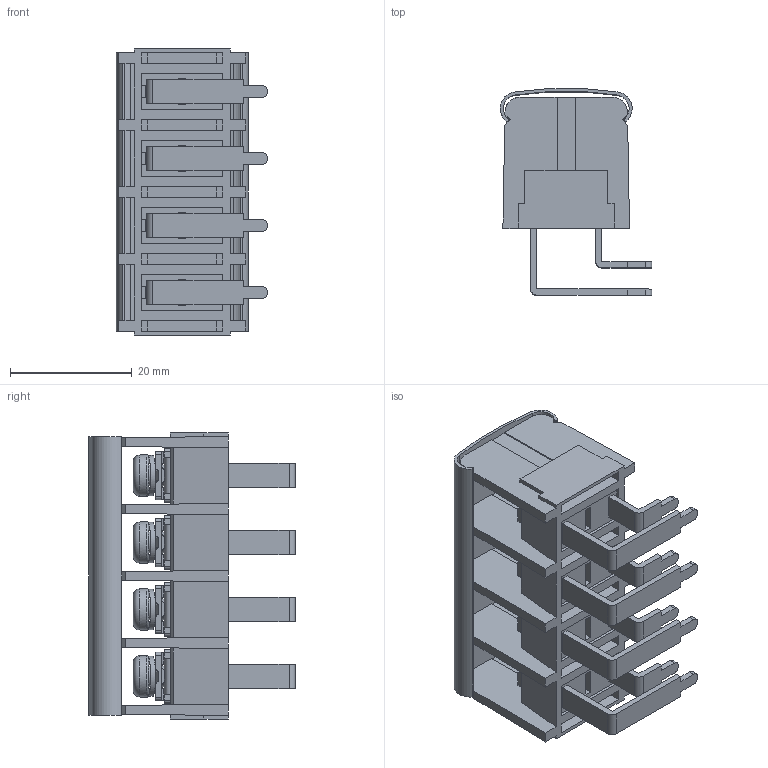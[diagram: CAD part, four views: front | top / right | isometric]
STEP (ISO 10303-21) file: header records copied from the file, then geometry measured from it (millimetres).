
FILE_DESCRIPTION( ( 'Unknown' ), '1' );
FILE_NAME( 'BTA6EXX_草C1-20210803--.stp', 'Unknown', ( 'Unknown' ), ( 'Unknown' ), 'XStep 1.0', 'Unknown', ' ' );
FILE_SCHEMA( ( 'CONFIG_CONTROL_DESIGN' ) );
Length unit declared in the file: millimetre
Products named in the file (1): 1
Bounding box: 24.88 x 33.93 x 47 mm (x, y, z)
Volume: 10221.4 mm3; surface area: 13254.1 mm2
Topology: 1 solids, 1 shells, 1189 faces, 3326 edges, 2182 vertices
Faces by surface type: plane 821, cylinder 304, bspline 32, cone 20, torus 12
Full cylindrical faces by diameter (mm): 0.001 x2, 3.4 x12, 6.6 x4, 6.8 x4
Entity records: 39936 total; most frequent: CARTESIAN_POINT 9634, ORIENTED_EDGE 6516, DIRECTION 5990, EDGE_CURVE 3258, LINE 2326, VECTOR 2326, VERTEX_POINT 2168, AXIS2_PLACEMENT_3D 1832
